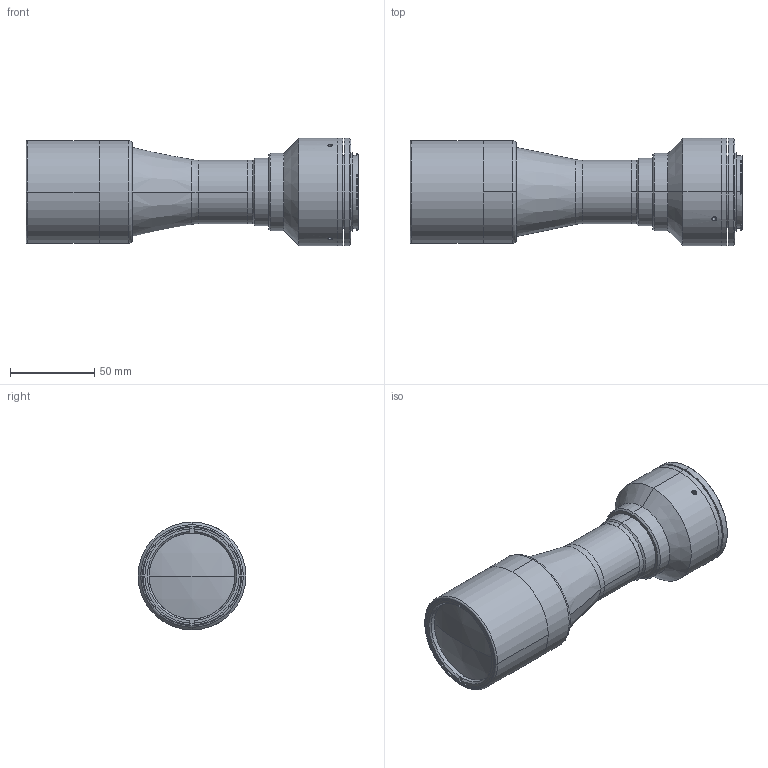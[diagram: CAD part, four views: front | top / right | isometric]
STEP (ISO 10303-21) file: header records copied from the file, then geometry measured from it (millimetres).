
FILE_DESCRIPTION (( 'STEP AP203' ), '1' );
FILE_NAME ('DP71427_TC4M0HR36-F.step', '2021-10-05T08:37:05', ( '' ), ( '' ), 'SwSTEP 2.0', 'SolidWorks 2021', '' );
FILE_SCHEMA (( 'CONFIG_CONTROL_DESIGN' ));
Length unit declared in the file: millimetre
Products named in the file (1): DP71427_TC4M0HR36-F
Bounding box: 197.34 x 64 x 64 mm (x, y, z)
Surface area: 55602.8 mm2 (no closed solid volume)
Topology: 0 solids, 19 shells, 166 faces, 444 edges, 293 vertices
Faces by surface type: plane 65, cylinder 53, cone 36, torus 10, sphere 2
Entity records: 5438 total; most frequent: CARTESIAN_POINT 1158, DIRECTION 957, ORIENTED_EDGE 746, EDGE_CURVE 440, AXIS2_PLACEMENT_3D 372, VERTEX_POINT 293, LINE 213, VECTOR 213
